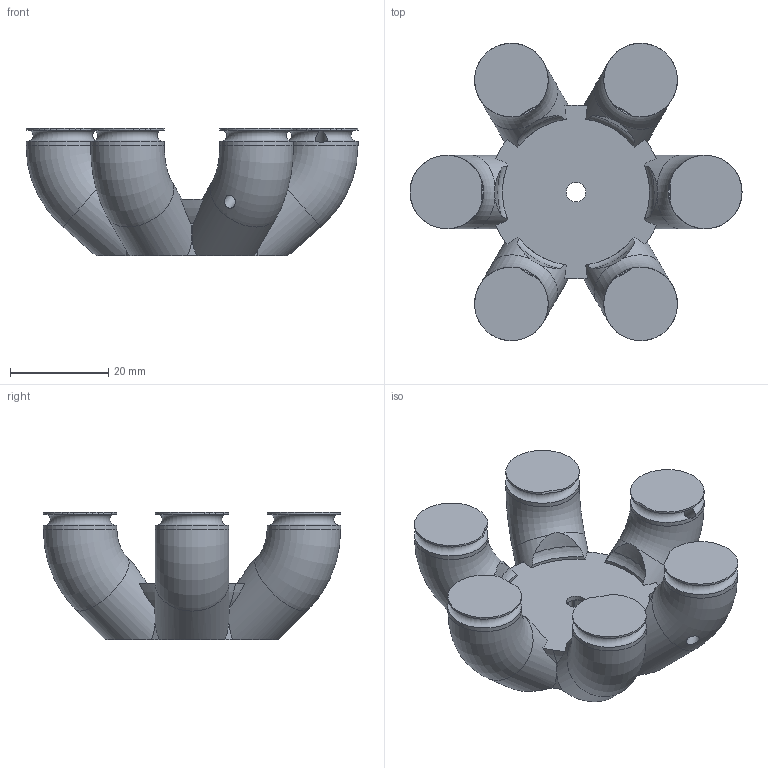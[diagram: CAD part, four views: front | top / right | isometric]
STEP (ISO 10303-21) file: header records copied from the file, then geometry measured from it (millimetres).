
FILE_DESCRIPTION(/* description */ (''),/* implementation_level */ '2;1');
FILE_NAME(/* name */ 'focus-wheel-gripper v8.step',/* time_stamp */ '2025-06-10T20:40:32+02:00',/* author */ (''),/* organization */ (''),/* preprocessor_version */ 'ST-DEVELOPER v20.1',/* originating_system */ 'Autodesk Translation Framework v14.10.0.0',/* authorisation */ '');
FILE_SCHEMA (('AUTOMOTIVE_DESIGN { 1 0 10303 214 3 1 1 }'));
Length unit declared in the file: millimetre
Products named in the file (1): focus-wheel-gripper
Bounding box: 67.68 x 60.62 x 26 mm (x, y, z)
Volume: 32981.6 mm3; surface area: 10789.4 mm2
Topology: 1 solids, 1 shells, 99 faces, 297 edges, 197 vertices
Faces by surface type: cylinder 49, torus 30, plane 13, bspline 7
Full cylindrical faces by diameter (mm): 2.5 x3, 4 x1, 15 x6
Entity records: 4354 total; most frequent: CARTESIAN_POINT 1803, ORIENTED_EDGE 594, DIRECTION 474, EDGE_CURVE 297, AXIS2_PLACEMENT_3D 225, VERTEX_POINT 197, B_SPLINE_CURVE_WITH_KNOTS 141, CIRCLE 114
